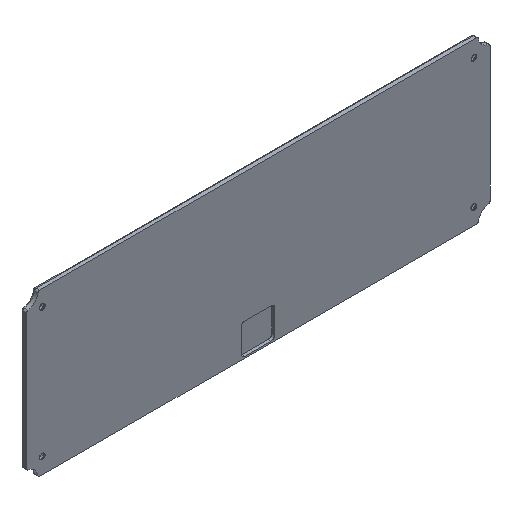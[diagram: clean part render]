
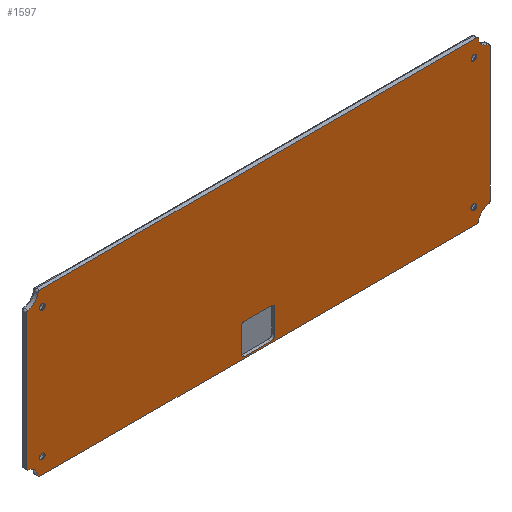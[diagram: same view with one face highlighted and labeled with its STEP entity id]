
A CAD part, isometric view. The second image highlights one B-rep face of the part: STEP entity #1597.
In plain terms, the highlighted planar face has unit normal (0, -1, 0).
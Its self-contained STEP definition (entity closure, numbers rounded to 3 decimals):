
#27=FACE_BOUND('',#305,.T.);
#28=FACE_BOUND('',#306,.T.);
#29=FACE_BOUND('',#307,.T.);
#30=FACE_BOUND('',#308,.T.);
#31=FACE_BOUND('',#309,.T.);
#49=CIRCLE('',#1676,1.5);
#51=CIRCLE('',#1679,1.5);
#53=CIRCLE('',#1682,1.5);
#55=CIRCLE('',#1685,1.5);
#57=CIRCLE('',#1692,6.6);
#58=CIRCLE('',#1693,1.);
#59=CIRCLE('',#1694,1.);
#60=CIRCLE('',#1695,6.6);
#61=CIRCLE('',#1696,1.);
#62=CIRCLE('',#1697,1.);
#63=CIRCLE('',#1698,6.6);
#64=CIRCLE('',#1699,1.);
#65=CIRCLE('',#1700,1.);
#66=CIRCLE('',#1701,6.6);
#67=CIRCLE('',#1702,1.);
#68=CIRCLE('',#1703,1.);
#69=CIRCLE('',#1704,2.);
#70=CIRCLE('',#1705,2.);
#71=CIRCLE('',#1706,2.);
#72=CIRCLE('',#1707,2.);
#146=PLANE('',#1691);
#209=FACE_OUTER_BOUND('',#304,.T.);
#304=EDGE_LOOP('',(#1275,#1276,#1277,#1278,#1279,#1280,#1281,#1282,#1283,
#1284,#1285,#1286,#1287,#1288,#1289,#1290));
#305=EDGE_LOOP('',(#1291));
#306=EDGE_LOOP('',(#1292));
#307=EDGE_LOOP('',(#1293));
#308=EDGE_LOOP('',(#1294));
#309=EDGE_LOOP('',(#1295,#1296,#1297,#1298,#1299,#1300,#1301,#1302));
#424=LINE('',#2865,#535);
#425=LINE('',#2873,#536);
#426=LINE('',#2881,#537);
#427=LINE('',#2889,#538);
#428=LINE('',#2893,#539);
#429=LINE('',#2897,#540);
#430=LINE('',#2901,#541);
#431=LINE('',#2905,#542);
#535=VECTOR('',#1935,1000.);
#536=VECTOR('',#1942,1000.);
#537=VECTOR('',#1949,1000.);
#538=VECTOR('',#1956,1000.);
#539=VECTOR('',#1959,1000.);
#540=VECTOR('',#1962,1000.);
#541=VECTOR('',#1965,1000.);
#542=VECTOR('',#1968,1000.);
#727=VERTEX_POINT('',#2827);
#729=VERTEX_POINT('',#2833);
#731=VERTEX_POINT('',#2839);
#733=VERTEX_POINT('',#2845);
#735=VERTEX_POINT('',#2859);
#736=VERTEX_POINT('',#2860);
#737=VERTEX_POINT('',#2862);
#738=VERTEX_POINT('',#2864);
#739=VERTEX_POINT('',#2866);
#740=VERTEX_POINT('',#2868);
#741=VERTEX_POINT('',#2870);
#742=VERTEX_POINT('',#2872);
#743=VERTEX_POINT('',#2874);
#744=VERTEX_POINT('',#2876);
#745=VERTEX_POINT('',#2878);
#746=VERTEX_POINT('',#2880);
#747=VERTEX_POINT('',#2882);
#748=VERTEX_POINT('',#2884);
#749=VERTEX_POINT('',#2886);
#750=VERTEX_POINT('',#2888);
#751=VERTEX_POINT('',#2891);
#752=VERTEX_POINT('',#2892);
#753=VERTEX_POINT('',#2894);
#754=VERTEX_POINT('',#2896);
#755=VERTEX_POINT('',#2898);
#756=VERTEX_POINT('',#2900);
#757=VERTEX_POINT('',#2902);
#758=VERTEX_POINT('',#2904);
#920=EDGE_CURVE('',#727,#727,#49,.T.);
#923=EDGE_CURVE('',#729,#729,#51,.T.);
#926=EDGE_CURVE('',#731,#731,#53,.T.);
#929=EDGE_CURVE('',#733,#733,#55,.T.);
#936=EDGE_CURVE('',#735,#736,#57,.T.);
#937=EDGE_CURVE('',#735,#737,#58,.T.);
#938=EDGE_CURVE('',#738,#737,#424,.T.);
#939=EDGE_CURVE('',#738,#739,#59,.T.);
#940=EDGE_CURVE('',#739,#740,#60,.T.);
#941=EDGE_CURVE('',#740,#741,#61,.T.);
#942=EDGE_CURVE('',#741,#742,#425,.T.);
#943=EDGE_CURVE('',#742,#743,#62,.T.);
#944=EDGE_CURVE('',#744,#743,#63,.T.);
#945=EDGE_CURVE('',#744,#745,#64,.T.);
#946=EDGE_CURVE('',#745,#746,#426,.T.);
#947=EDGE_CURVE('',#746,#747,#65,.T.);
#948=EDGE_CURVE('',#747,#748,#66,.T.);
#949=EDGE_CURVE('',#748,#749,#67,.T.);
#950=EDGE_CURVE('',#750,#749,#427,.T.);
#951=EDGE_CURVE('',#750,#736,#68,.T.);
#952=EDGE_CURVE('',#751,#752,#428,.T.);
#953=EDGE_CURVE('',#751,#753,#69,.T.);
#954=EDGE_CURVE('',#754,#753,#429,.T.);
#955=EDGE_CURVE('',#754,#755,#70,.T.);
#956=EDGE_CURVE('',#756,#755,#430,.T.);
#957=EDGE_CURVE('',#756,#757,#71,.T.);
#958=EDGE_CURVE('',#758,#757,#431,.T.);
#959=EDGE_CURVE('',#758,#752,#72,.T.);
#1275=ORIENTED_EDGE('',*,*,#936,.F.);
#1276=ORIENTED_EDGE('',*,*,#937,.T.);
#1277=ORIENTED_EDGE('',*,*,#938,.F.);
#1278=ORIENTED_EDGE('',*,*,#939,.T.);
#1279=ORIENTED_EDGE('',*,*,#940,.T.);
#1280=ORIENTED_EDGE('',*,*,#941,.T.);
#1281=ORIENTED_EDGE('',*,*,#942,.T.);
#1282=ORIENTED_EDGE('',*,*,#943,.T.);
#1283=ORIENTED_EDGE('',*,*,#944,.F.);
#1284=ORIENTED_EDGE('',*,*,#945,.T.);
#1285=ORIENTED_EDGE('',*,*,#946,.T.);
#1286=ORIENTED_EDGE('',*,*,#947,.T.);
#1287=ORIENTED_EDGE('',*,*,#948,.T.);
#1288=ORIENTED_EDGE('',*,*,#949,.T.);
#1289=ORIENTED_EDGE('',*,*,#950,.F.);
#1290=ORIENTED_EDGE('',*,*,#951,.T.);
#1291=ORIENTED_EDGE('',*,*,#929,.T.);
#1292=ORIENTED_EDGE('',*,*,#920,.T.);
#1293=ORIENTED_EDGE('',*,*,#923,.T.);
#1294=ORIENTED_EDGE('',*,*,#926,.T.);
#1295=ORIENTED_EDGE('',*,*,#952,.F.);
#1296=ORIENTED_EDGE('',*,*,#953,.T.);
#1297=ORIENTED_EDGE('',*,*,#954,.F.);
#1298=ORIENTED_EDGE('',*,*,#955,.T.);
#1299=ORIENTED_EDGE('',*,*,#956,.F.);
#1300=ORIENTED_EDGE('',*,*,#957,.T.);
#1301=ORIENTED_EDGE('',*,*,#958,.F.);
#1302=ORIENTED_EDGE('',*,*,#959,.T.);
#1597=ADVANCED_FACE('',(#209,#27,#28,#29,#30,#31),#146,.F.);
#1676=AXIS2_PLACEMENT_3D('',#2828,#1891,#1892);
#1679=AXIS2_PLACEMENT_3D('',#2834,#1898,#1899);
#1682=AXIS2_PLACEMENT_3D('',#2840,#1905,#1906);
#1685=AXIS2_PLACEMENT_3D('',#2846,#1912,#1913);
#1691=AXIS2_PLACEMENT_3D('',#2858,#1929,#1930);
#1692=AXIS2_PLACEMENT_3D('',#2861,#1931,#1932);
#1693=AXIS2_PLACEMENT_3D('',#2863,#1933,#1934);
#1694=AXIS2_PLACEMENT_3D('',#2867,#1936,#1937);
#1695=AXIS2_PLACEMENT_3D('',#2869,#1938,#1939);
#1696=AXIS2_PLACEMENT_3D('',#2871,#1940,#1941);
#1697=AXIS2_PLACEMENT_3D('',#2875,#1943,#1944);
#1698=AXIS2_PLACEMENT_3D('',#2877,#1945,#1946);
#1699=AXIS2_PLACEMENT_3D('',#2879,#1947,#1948);
#1700=AXIS2_PLACEMENT_3D('',#2883,#1950,#1951);
#1701=AXIS2_PLACEMENT_3D('',#2885,#1952,#1953);
#1702=AXIS2_PLACEMENT_3D('',#2887,#1954,#1955);
#1703=AXIS2_PLACEMENT_3D('',#2890,#1957,#1958);
#1704=AXIS2_PLACEMENT_3D('',#2895,#1960,#1961);
#1705=AXIS2_PLACEMENT_3D('',#2899,#1963,#1964);
#1706=AXIS2_PLACEMENT_3D('',#2903,#1966,#1967);
#1707=AXIS2_PLACEMENT_3D('',#2906,#1969,#1970);
#1891=DIRECTION('center_axis',(0.,1.,0.));
#1892=DIRECTION('ref_axis',(0.,0.,-1.));
#1898=DIRECTION('center_axis',(0.,1.,0.));
#1899=DIRECTION('ref_axis',(0.,0.,1.));
#1905=DIRECTION('center_axis',(0.,1.,0.));
#1906=DIRECTION('ref_axis',(0.,0.,-1.));
#1912=DIRECTION('center_axis',(0.,1.,0.));
#1913=DIRECTION('ref_axis',(0.,0.,1.));
#1929=DIRECTION('center_axis',(0.,1.,0.));
#1930=DIRECTION('ref_axis',(0.,0.,1.));
#1931=DIRECTION('center_axis',(0.,-1.,0.));
#1932=DIRECTION('ref_axis',(0.,0.,1.));
#1933=DIRECTION('center_axis',(0.,-1.,0.));
#1934=DIRECTION('ref_axis',(0.,0.,1.));
#1935=DIRECTION('',(0.,0.,-1.));
#1936=DIRECTION('center_axis',(0.,-1.,0.));
#1937=DIRECTION('ref_axis',(0.,0.,1.));
#1938=DIRECTION('center_axis',(0.,1.,0.));
#1939=DIRECTION('ref_axis',(0.,0.,1.));
#1940=DIRECTION('center_axis',(0.,-1.,0.));
#1941=DIRECTION('ref_axis',(0.,0.,1.));
#1942=DIRECTION('',(-1.,0.,0.));
#1943=DIRECTION('center_axis',(0.,-1.,0.));
#1944=DIRECTION('ref_axis',(0.,0.,1.));
#1945=DIRECTION('center_axis',(0.,-1.,0.));
#1946=DIRECTION('ref_axis',(0.,0.,1.));
#1947=DIRECTION('center_axis',(0.,-1.,0.));
#1948=DIRECTION('ref_axis',(0.,0.,1.));
#1949=DIRECTION('',(0.,0.,-1.));
#1950=DIRECTION('center_axis',(0.,-1.,0.));
#1951=DIRECTION('ref_axis',(0.,0.,1.));
#1952=DIRECTION('center_axis',(0.,1.,0.));
#1953=DIRECTION('ref_axis',(0.,0.,1.));
#1954=DIRECTION('center_axis',(0.,-1.,0.));
#1955=DIRECTION('ref_axis',(0.,0.,1.));
#1956=DIRECTION('',(-1.,0.,0.));
#1957=DIRECTION('center_axis',(0.,-1.,0.));
#1958=DIRECTION('ref_axis',(0.,0.,1.));
#1959=DIRECTION('',(1.,0.,0.));
#1960=DIRECTION('center_axis',(0.,1.,0.));
#1961=DIRECTION('ref_axis',(0.,0.,1.));
#1962=DIRECTION('',(0.,0.,-1.));
#1963=DIRECTION('center_axis',(0.,1.,0.));
#1964=DIRECTION('ref_axis',(0.,0.,1.));
#1965=DIRECTION('',(-1.,0.,0.));
#1966=DIRECTION('center_axis',(0.,1.,0.));
#1967=DIRECTION('ref_axis',(0.,0.,1.));
#1968=DIRECTION('',(0.,0.,1.));
#1969=DIRECTION('center_axis',(0.,1.,0.));
#1970=DIRECTION('ref_axis',(0.,0.,1.));
#2827=CARTESIAN_POINT('',(119.752,0.,-37.201));
#2828=CARTESIAN_POINT('Origin',(119.752,0.,-35.701));
#2833=CARTESIAN_POINT('',(119.752,0.,34.562));
#2834=CARTESIAN_POINT('Origin',(119.752,0.,36.062));
#2839=CARTESIAN_POINT('',(-119.74,0.,34.562));
#2840=CARTESIAN_POINT('Origin',(-119.74,0.,36.062));
#2845=CARTESIAN_POINT('',(-119.74,0.,-37.201));
#2846=CARTESIAN_POINT('Origin',(-119.74,0.,-35.701));
#2858=CARTESIAN_POINT('Origin',(128.752,0.,-44.701));
#2859=CARTESIAN_POINT('',(127.797,0.,-38.17));
#2860=CARTESIAN_POINT('',(122.222,0.,-43.746));
#2861=CARTESIAN_POINT('Origin',(128.752,0.,-44.701));
#2862=CARTESIAN_POINT('',(128.652,0.,-37.181));
#2863=CARTESIAN_POINT('Origin',(127.652,0.,-37.181));
#2864=CARTESIAN_POINT('',(128.652,0.,37.542));
#2865=CARTESIAN_POINT('',(128.652,0.,0.));
#2866=CARTESIAN_POINT('',(127.797,0.,38.532));
#2867=CARTESIAN_POINT('Origin',(127.652,0.,37.542));
#2868=CARTESIAN_POINT('',(122.222,0.,44.107));
#2869=CARTESIAN_POINT('Origin',(128.752,0.,45.062));
#2870=CARTESIAN_POINT('',(121.232,0.,44.962));
#2871=CARTESIAN_POINT('Origin',(121.232,0.,43.962));
#2872=CARTESIAN_POINT('',(-121.22,0.,44.962));
#2873=CARTESIAN_POINT('',(0.,0.,44.962));
#2874=CARTESIAN_POINT('',(-122.209,0.,44.107));
#2875=CARTESIAN_POINT('Origin',(-121.22,0.,43.962));
#2876=CARTESIAN_POINT('',(-127.784,0.,38.532));
#2877=CARTESIAN_POINT('Origin',(-128.74,0.,45.062));
#2878=CARTESIAN_POINT('',(-128.64,0.,37.542));
#2879=CARTESIAN_POINT('Origin',(-127.64,0.,37.542));
#2880=CARTESIAN_POINT('',(-128.64,0.,-37.181));
#2881=CARTESIAN_POINT('',(-128.64,0.,0.));
#2882=CARTESIAN_POINT('',(-127.784,0.,-38.17));
#2883=CARTESIAN_POINT('Origin',(-127.64,0.,-37.181));
#2884=CARTESIAN_POINT('',(-122.209,0.,-43.746));
#2885=CARTESIAN_POINT('Origin',(-128.74,0.,-44.701));
#2886=CARTESIAN_POINT('',(-121.22,0.,-44.601));
#2887=CARTESIAN_POINT('Origin',(-121.22,0.,-43.601));
#2888=CARTESIAN_POINT('',(121.232,0.,-44.601));
#2889=CARTESIAN_POINT('',(0.,0.,-44.601));
#2890=CARTESIAN_POINT('Origin',(121.232,0.,-43.601));
#2891=CARTESIAN_POINT('',(-7.244,0.,-43.701));
#2892=CARTESIAN_POINT('',(7.256,0.,-43.701));
#2893=CARTESIAN_POINT('',(9.256,0.,-43.701));
#2894=CARTESIAN_POINT('',(-9.244,0.,-41.701));
#2895=CARTESIAN_POINT('Origin',(-7.244,0.,-41.701));
#2896=CARTESIAN_POINT('',(-9.244,0.,-28.701));
#2897=CARTESIAN_POINT('',(-9.244,0.,-43.701));
#2898=CARTESIAN_POINT('',(-7.244,0.,-26.701));
#2899=CARTESIAN_POINT('Origin',(-7.244,0.,-28.701));
#2900=CARTESIAN_POINT('',(7.256,0.,-26.701));
#2901=CARTESIAN_POINT('',(-9.244,0.,-26.701));
#2902=CARTESIAN_POINT('',(9.256,0.,-28.701));
#2903=CARTESIAN_POINT('Origin',(7.256,0.,-28.701));
#2904=CARTESIAN_POINT('',(9.256,0.,-41.701));
#2905=CARTESIAN_POINT('',(9.256,0.,-43.701));
#2906=CARTESIAN_POINT('Origin',(7.256,0.,-41.701));
